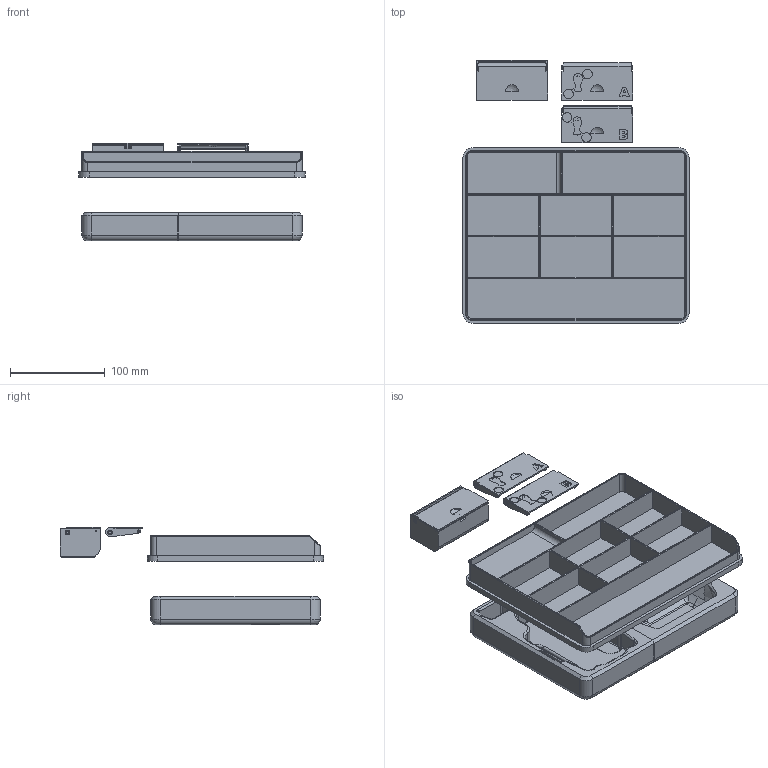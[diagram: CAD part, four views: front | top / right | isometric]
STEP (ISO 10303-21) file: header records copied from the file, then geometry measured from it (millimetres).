
FILE_DESCRIPTION(/* description */ (''),/* implementation_level */ '2;1');
FILE_NAME(/* name */ 'DJI-MINI2-iNSERT v21.step',/* time_stamp */ '2022-02-06T15:18:00-05:00',/* author */ (''),/* organization */ (''),/* preprocessor_version */ 'ST-DEVELOPER v18.1',/* originating_system */ 'Autodesk Translation Framework v10.10.0.1391',/* authorisation */ '');
FILE_SCHEMA (('AUTOMOTIVE_DESIGN { 1 0 10303 214 3 1 1 }'));
Length unit declared in the file: millimetre
Products named in the file (10): DJI-MINI2-iNSERT; left_bottom; right_bottom; upper_tray; Collar; para_box_bottom; para_box_lid; para_box_lid A; para_box_lid B; SD_card_block
Assembly tree (9 placements, depth 3):
  DJI-MINI2-iNSERT
    left_bottom
    right_bottom
    upper_tray
      Collar
    para_box_bottom
    para_box_lid
    para_box_lid A
    para_box_lid B
    SD_card_block
Bounding box: 239 x 277.87 x 103.1 mm (x, y, z)
Volume: 942733.3 mm3; surface area: 378485.4 mm2
Topology: 9 solids, 9 shells, 1060 faces, 2605 edges, 1608 vertices
Faces by surface type: plane 484, cylinder 261, bspline 175, torus 92, sphere 26, cone 22
Full cylindrical faces by diameter (mm): 5 x8, 12 x2
Entity records: 34520 total; most frequent: CARTESIAN_POINT 10025, ORIENTED_EDGE 5182, DIRECTION 4757, EDGE_CURVE 2591, VERTEX_POINT 1608, AXIS2_PLACEMENT_3D 1603, LINE 1551, VECTOR 1551
